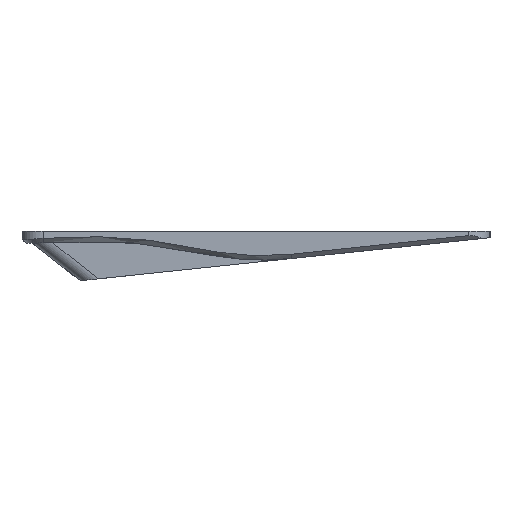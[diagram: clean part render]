
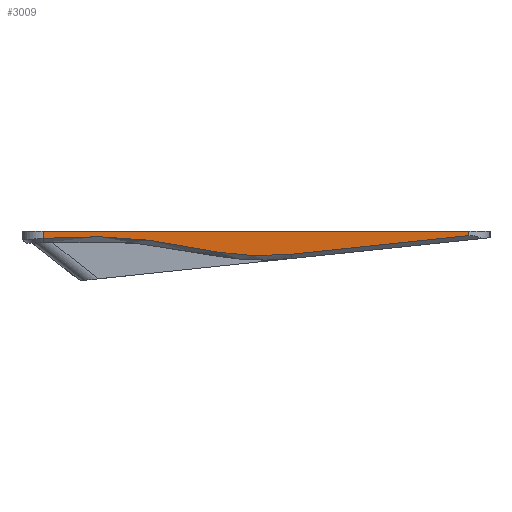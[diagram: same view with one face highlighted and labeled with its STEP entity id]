
A CAD part, left-side view. The second image highlights one B-rep face of the part: STEP entity #3009.
In plain terms, the highlighted planar face has unit normal (-1, 0, 0).
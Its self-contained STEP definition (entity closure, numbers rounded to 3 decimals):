
#56=B_SPLINE_CURVE_WITH_KNOTS('',3,(#5061,#5062,#5063,#5064,#5065,#5066,
#5067,#5068),.UNSPECIFIED.,.F.,.F.,(4,1,1,1,1,4),(-1.,-0.861,
-0.583,-0.304,-0.165,-0.026),
 .UNSPECIFIED.);
#366=FACE_OUTER_BOUND('',#550,.T.);
#550=EDGE_LOOP('',(#2412,#2413,#2414,#2415,#2416));
#728=LINE('',#4511,#986);
#791=LINE('',#5073,#1049);
#804=LINE('',#5125,#1062);
#828=LINE('',#5541,#1086);
#986=VECTOR('',#3583,10.);
#1049=VECTOR('',#3810,10.);
#1062=VECTOR('',#3845,10.);
#1086=VECTOR('',#3917,10.);
#1292=VERTEX_POINT('',#4508);
#1293=VERTEX_POINT('',#4510);
#1418=VERTEX_POINT('',#5047);
#1421=VERTEX_POINT('',#5059);
#1423=VERTEX_POINT('',#5071);
#1603=EDGE_CURVE('',#1293,#1292,#728,.T.);
#1751=EDGE_CURVE('',#1421,#1418,#56,.T.);
#1753=EDGE_CURVE('',#1423,#1421,#791,.T.);
#1770=EDGE_CURVE('',#1418,#1292,#804,.T.);
#1822=EDGE_CURVE('',#1423,#1293,#828,.T.);
#2412=ORIENTED_EDGE('',*,*,#1753,.F.);
#2413=ORIENTED_EDGE('',*,*,#1822,.T.);
#2414=ORIENTED_EDGE('',*,*,#1603,.T.);
#2415=ORIENTED_EDGE('',*,*,#1770,.F.);
#2416=ORIENTED_EDGE('',*,*,#1751,.F.);
#2906=PLANE('',#3287);
#3009=ADVANCED_FACE('',(#366),#2906,.T.);
#3287=AXIS2_PLACEMENT_3D('',#5540,#3915,#3916);
#3583=DIRECTION('',(0.,1.,0.));
#3810=DIRECTION('',(0.,0.995,-0.105));
#3845=DIRECTION('',(0.,0.,1.));
#3915=DIRECTION('center_axis',(-1.,0.,0.));
#3916=DIRECTION('ref_axis',(0.,1.,0.));
#3917=DIRECTION('',(0.,0.,1.));
#4508=CARTESIAN_POINT('',(-5.114,3.654,-7.5));
#4510=CARTESIAN_POINT('',(-5.114,-95.794,-7.5));
#4511=CARTESIAN_POINT('',(-5.114,-70.932,-7.5));
#5047=CARTESIAN_POINT('',(-5.114,3.654,-9.146));
#5059=CARTESIAN_POINT('',(-5.114,-54.395,-12.868));
#5061=CARTESIAN_POINT('Ctrl Pts',(-5.114,-54.395,-12.868));
#5062=CARTESIAN_POINT('Ctrl Pts',(-5.114,-51.669,-13.154));
#5063=CARTESIAN_POINT('Ctrl Pts',(-5.114,-44.004,-13.511));
#5064=CARTESIAN_POINT('Ctrl Pts',(-5.114,-33.416,-11.843));
#5065=CARTESIAN_POINT('Ctrl Pts',(-5.114,-21.77,-9.379));
#5066=CARTESIAN_POINT('Ctrl Pts',(-5.114,-8.893,-8.613));
#5067=CARTESIAN_POINT('Ctrl Pts',(-5.114,-0.841,
-8.845));
#5068=CARTESIAN_POINT('Ctrl Pts',(-5.114,3.654,-9.146));
#5071=CARTESIAN_POINT('',(-5.114,-95.794,-8.517));
#5073=CARTESIAN_POINT('',(-5.114,-43.96,-13.965));
#5125=CARTESIAN_POINT('',(-5.114,3.654,0.));
#5540=CARTESIAN_POINT('Origin',(-5.114,-95.794,0.));
#5541=CARTESIAN_POINT('',(-5.114,-95.794,0.));
